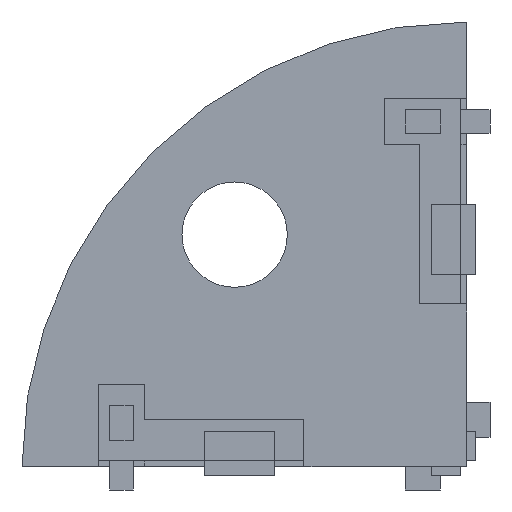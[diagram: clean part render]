
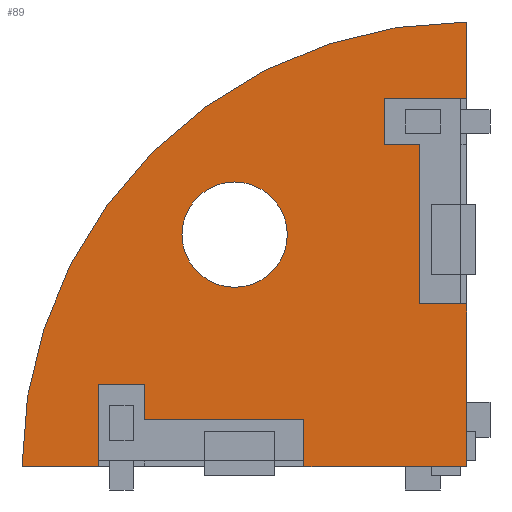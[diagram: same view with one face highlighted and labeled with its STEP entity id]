
A CAD part, left-side view. The second image highlights one B-rep face of the part: STEP entity #89.
In plain terms, the highlighted planar face has unit normal (-1, 0, 0).
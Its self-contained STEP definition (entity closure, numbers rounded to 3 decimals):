
#2 = CARTESIAN_POINT ( 'NONE',  ( -38., 27.5, -34. ) ) ;
#14 = CARTESIAN_POINT ( 'NONE',  ( -38., 0., -38. ) ) ;
#45 = DIRECTION ( 'NONE',  ( 0., 1., 0. ) ) ;
#75 = LINE ( 'NONE', #841, #1364 ) ;
#89 = ADVANCED_FACE ( 'NONE', ( #2541, #2519 ), #3082, .F. ) ;
#95 = CARTESIAN_POINT ( 'NONE',  ( -38., 27.5, -31. ) ) ;
#106 = LINE ( 'NONE', #1990, #2921 ) ;
#108 = EDGE_CURVE ( 'NONE', #1652, #1165, #366, .T. ) ;
#136 = CARTESIAN_POINT ( 'NONE',  ( -38., 27.5, -34. ) ) ;
#173 = DIRECTION ( 'NONE',  ( 0., 0., -1. ) ) ;
#192 = EDGE_LOOP ( 'NONE', ( #2681, #1944 ) ) ;
#207 = ORIENTED_EDGE ( 'NONE', *, *, #3182, .F. ) ;
#366 = LINE ( 'NONE', #95, #1402 ) ;
#377 = VECTOR ( 'NONE', #3447, 1000. ) ;
#383 = DIRECTION ( 'NONE',  ( 0., 0., 1. ) ) ;
#388 = AXIS2_PLACEMENT_3D ( 'NONE', #436, #2594, #173 ) ;
#436 = CARTESIAN_POINT ( 'NONE',  ( -38., 19.825, -18.175 ) ) ;
#511 = EDGE_CURVE ( 'NONE', #3106, #1715, #527, .T. ) ;
#527 = LINE ( 'NONE', #2369, #377 ) ;
#545 = LINE ( 'NONE', #1896, #3212 ) ;
#553 = ORIENTED_EDGE ( 'NONE', *, *, #1811, .T. ) ;
#560 = CIRCLE ( 'NONE', #958, 4.5 ) ;
#631 = DIRECTION ( 'NONE',  ( 0., 0., -1. ) ) ;
#640 = ORIENTED_EDGE ( 'NONE', *, *, #938, .F. ) ;
#658 = CARTESIAN_POINT ( 'NONE',  ( -38., 31.5, -31. ) ) ;
#668 = VECTOR ( 'NONE', #45, 1000. ) ;
#671 = CIRCLE ( 'NONE', #1416, 38. ) ;
#741 = CARTESIAN_POINT ( 'NONE',  ( -38., 38., -38. ) ) ;
#788 = EDGE_CURVE ( 'NONE', #2744, #2393, #1052, .T. ) ;
#832 = DIRECTION ( 'NONE',  ( 0., 0., -1. ) ) ;
#841 = CARTESIAN_POINT ( 'NONE',  ( -38., 0., -6.5 ) ) ;
#843 = VECTOR ( 'NONE', #3180, 1000. ) ;
#848 = DIRECTION ( 'NONE',  ( 0., 0., -1. ) ) ;
#857 = CARTESIAN_POINT ( 'NONE',  ( -38., 38., -38. ) ) ;
#927 = CARTESIAN_POINT ( 'NONE',  ( -38., 27.5, -31. ) ) ;
#938 = EDGE_CURVE ( 'NONE', #2851, #1266, #1108, .T. ) ;
#958 = AXIS2_PLACEMENT_3D ( 'NONE', #2045, #3365, #2284 ) ;
#1007 = VECTOR ( 'NONE', #2330, 1000. ) ;
#1052 = LINE ( 'NONE', #3135, #1007 ) ;
#1078 = EDGE_CURVE ( 'NONE', #1797, #2327, #106, .T. ) ;
#1108 = LINE ( 'NONE', #857, #3030 ) ;
#1165 = VERTEX_POINT ( 'NONE', #927 ) ;
#1194 = DIRECTION ( 'NONE',  ( 0., 0., -1. ) ) ;
#1258 = CARTESIAN_POINT ( 'NONE',  ( -38., 0., -24.1 ) ) ;
#1266 = VERTEX_POINT ( 'NONE', #1296 ) ;
#1289 = ORIENTED_EDGE ( 'NONE', *, *, #3203, .F. ) ;
#1296 = CARTESIAN_POINT ( 'NONE',  ( -38., 38., -38. ) ) ;
#1334 = DIRECTION ( 'NONE',  ( 0., 0., -1. ) ) ;
#1364 = VECTOR ( 'NONE', #1959, 1000. ) ;
#1393 = LINE ( 'NONE', #1905, #3164 ) ;
#1402 = VECTOR ( 'NONE', #383, 1000. ) ;
#1416 = AXIS2_PLACEMENT_3D ( 'NONE', #3255, #1866, #1334 ) ;
#1421 = CARTESIAN_POINT ( 'NONE',  ( -38., 19.825, -22.675 ) ) ;
#1465 = EDGE_CURVE ( 'NONE', #2332, #2851, #545, .T. ) ;
#1472 = VECTOR ( 'NONE', #3172, 1000. ) ;
#1478 = CARTESIAN_POINT ( 'NONE',  ( -38., 13.9, -37.5 ) ) ;
#1486 = EDGE_CURVE ( 'NONE', #1165, #2332, #1688, .T. ) ;
#1498 = VERTEX_POINT ( 'NONE', #1421 ) ;
#1541 = VERTEX_POINT ( 'NONE', #3068 ) ;
#1651 = DIRECTION ( 'NONE',  ( 0., -1., 0. ) ) ;
#1652 = VERTEX_POINT ( 'NONE', #136 ) ;
#1669 = CARTESIAN_POINT ( 'NONE',  ( -38., 4., -24.1 ) ) ;
#1688 = LINE ( 'NONE', #2439, #668 ) ;
#1711 = EDGE_CURVE ( 'NONE', #1757, #1498, #2139, .T. ) ;
#1715 = VERTEX_POINT ( 'NONE', #1258 ) ;
#1757 = VERTEX_POINT ( 'NONE', #3330 ) ;
#1784 = ORIENTED_EDGE ( 'NONE', *, *, #2044, .F. ) ;
#1797 = VERTEX_POINT ( 'NONE', #3041 ) ;
#1811 = EDGE_CURVE ( 'NONE', #1541, #3218, #3059, .T. ) ;
#1817 = ORIENTED_EDGE ( 'NONE', *, *, #1078, .F. ) ;
#1866 = DIRECTION ( 'NONE',  ( 1., 0., 0. ) ) ;
#1870 = LINE ( 'NONE', #2, #2528 ) ;
#1885 = ORIENTED_EDGE ( 'NONE', *, *, #2737, .F. ) ;
#1896 = CARTESIAN_POINT ( 'NONE',  ( -38., 31.5, -37.5 ) ) ;
#1905 = CARTESIAN_POINT ( 'NONE',  ( -38., 7., -10.5 ) ) ;
#1940 = EDGE_CURVE ( 'NONE', #1498, #1757, #560, .T. ) ;
#1944 = ORIENTED_EDGE ( 'NONE', *, *, #1711, .T. ) ;
#1945 = CARTESIAN_POINT ( 'NONE',  ( -38., 0., -38. ) ) ;
#1959 = DIRECTION ( 'NONE',  ( 0., 1., 0. ) ) ;
#1990 = CARTESIAN_POINT ( 'NONE',  ( -38., 7., -6.5 ) ) ;
#2034 = ORIENTED_EDGE ( 'NONE', *, *, #2571, .F. ) ;
#2044 = EDGE_CURVE ( 'NONE', #1266, #2744, #671, .T. ) ;
#2045 = CARTESIAN_POINT ( 'NONE',  ( -38., 19.825, -18.175 ) ) ;
#2059 = EDGE_CURVE ( 'NONE', #1715, #3233, #3221, .T. ) ;
#2119 = ORIENTED_EDGE ( 'NONE', *, *, #2059, .F. ) ;
#2124 = LINE ( 'NONE', #741, #843 ) ;
#2139 = CIRCLE ( 'NONE', #388, 4.5 ) ;
#2168 = CARTESIAN_POINT ( 'NONE',  ( -38., 13.9, -38. ) ) ;
#2182 = DIRECTION ( 'NONE',  ( 0., 1., 0. ) ) ;
#2186 = AXIS2_PLACEMENT_3D ( 'NONE', #2274, #3050, #631 ) ;
#2255 = CARTESIAN_POINT ( 'NONE',  ( -38., 7., -10.5 ) ) ;
#2266 = DIRECTION ( 'NONE',  ( 0., 0., -1. ) ) ;
#2274 = CARTESIAN_POINT ( 'NONE',  ( -38., 0., -38. ) ) ;
#2284 = DIRECTION ( 'NONE',  ( 0., 0., -1. ) ) ;
#2327 = VERTEX_POINT ( 'NONE', #2255 ) ;
#2330 = DIRECTION ( 'NONE',  ( 0., 0., -1. ) ) ;
#2332 = VERTEX_POINT ( 'NONE', #658 ) ;
#2341 = ORIENTED_EDGE ( 'NONE', *, *, #511, .F. ) ;
#2346 = EDGE_LOOP ( 'NONE', ( #1817, #207, #2695, #1784, #640, #2610, #3478, #2507, #2034, #553, #1885, #2119, #2341, #2649, #1289 ) ) ;
#2362 = CARTESIAN_POINT ( 'NONE',  ( -38., 4., -10.5 ) ) ;
#2367 = EDGE_CURVE ( 'NONE', #3186, #3106, #3406, .T. ) ;
#2369 = CARTESIAN_POINT ( 'NONE',  ( -38., 4., -24.1 ) ) ;
#2379 = DIRECTION ( 'NONE',  ( 0., 1., 0. ) ) ;
#2393 = VERTEX_POINT ( 'NONE', #2606 ) ;
#2403 = CARTESIAN_POINT ( 'NONE',  ( -38., 0., 0. ) ) ;
#2439 = CARTESIAN_POINT ( 'NONE',  ( -38., 31.5, -31. ) ) ;
#2507 = ORIENTED_EDGE ( 'NONE', *, *, #108, .F. ) ;
#2519 = FACE_OUTER_BOUND ( 'NONE', #2346, .T. ) ;
#2526 = VECTOR ( 'NONE', #2266, 1000. ) ;
#2528 = VECTOR ( 'NONE', #2379, 1000. ) ;
#2541 = FACE_BOUND ( 'NONE', #192, .T. ) ;
#2571 = EDGE_CURVE ( 'NONE', #1541, #1652, #1870, .T. ) ;
#2594 = DIRECTION ( 'NONE',  ( 1., 0., 0. ) ) ;
#2606 = CARTESIAN_POINT ( 'NONE',  ( -38., 0., -6.5 ) ) ;
#2610 = ORIENTED_EDGE ( 'NONE', *, *, #1465, .F. ) ;
#2649 = ORIENTED_EDGE ( 'NONE', *, *, #2367, .F. ) ;
#2681 = ORIENTED_EDGE ( 'NONE', *, *, #1940, .T. ) ;
#2695 = ORIENTED_EDGE ( 'NONE', *, *, #788, .F. ) ;
#2737 = EDGE_CURVE ( 'NONE', #3233, #3218, #2124, .T. ) ;
#2744 = VERTEX_POINT ( 'NONE', #2403 ) ;
#2851 = VERTEX_POINT ( 'NONE', #2860 ) ;
#2860 = CARTESIAN_POINT ( 'NONE',  ( -38., 31.5, -38. ) ) ;
#2921 = VECTOR ( 'NONE', #1194, 1000. ) ;
#3030 = VECTOR ( 'NONE', #2182, 1000. ) ;
#3041 = CARTESIAN_POINT ( 'NONE',  ( -38., 7., -6.5 ) ) ;
#3050 = DIRECTION ( 'NONE',  ( 1., 0., 0. ) ) ;
#3059 = LINE ( 'NONE', #1478, #2526 ) ;
#3068 = CARTESIAN_POINT ( 'NONE',  ( -38., 13.9, -34. ) ) ;
#3082 = PLANE ( 'NONE',  #2186 ) ;
#3106 = VERTEX_POINT ( 'NONE', #1669 ) ;
#3135 = CARTESIAN_POINT ( 'NONE',  ( -38., 0., -38. ) ) ;
#3164 = VECTOR ( 'NONE', #1651, 1000. ) ;
#3172 = DIRECTION ( 'NONE',  ( 0., 0., -1. ) ) ;
#3180 = DIRECTION ( 'NONE',  ( 0., 1., 0. ) ) ;
#3182 = EDGE_CURVE ( 'NONE', #2393, #1797, #75, .T. ) ;
#3186 = VERTEX_POINT ( 'NONE', #3282 ) ;
#3203 = EDGE_CURVE ( 'NONE', #2327, #3186, #1393, .T. ) ;
#3212 = VECTOR ( 'NONE', #848, 1000. ) ;
#3218 = VERTEX_POINT ( 'NONE', #2168 ) ;
#3221 = LINE ( 'NONE', #14, #3389 ) ;
#3233 = VERTEX_POINT ( 'NONE', #1945 ) ;
#3255 = CARTESIAN_POINT ( 'NONE',  ( -38., 0., -38. ) ) ;
#3282 = CARTESIAN_POINT ( 'NONE',  ( -38., 4., -10.5 ) ) ;
#3330 = CARTESIAN_POINT ( 'NONE',  ( -38., 19.825, -13.675 ) ) ;
#3365 = DIRECTION ( 'NONE',  ( 1., 0., 0. ) ) ;
#3389 = VECTOR ( 'NONE', #832, 1000. ) ;
#3406 = LINE ( 'NONE', #2362, #1472 ) ;
#3447 = DIRECTION ( 'NONE',  ( 0., -1., 0. ) ) ;
#3478 = ORIENTED_EDGE ( 'NONE', *, *, #1486, .F. ) ;
